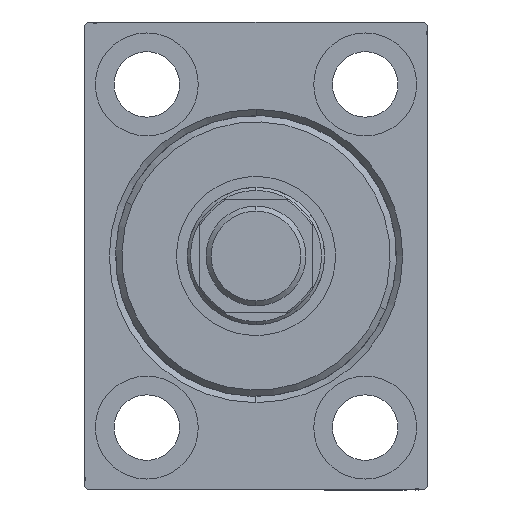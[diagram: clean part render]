
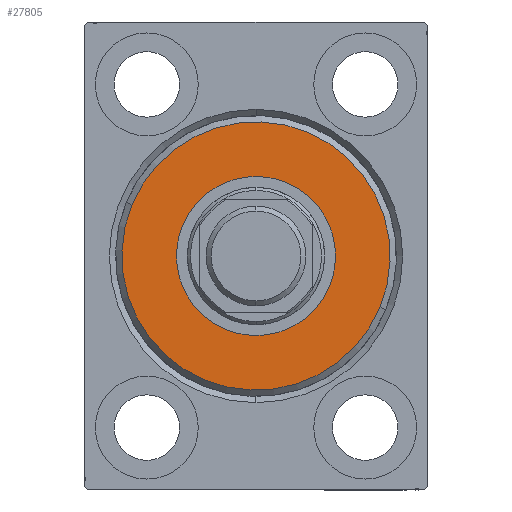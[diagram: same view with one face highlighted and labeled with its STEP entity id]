
A CAD part, left-side view. The second image highlights one B-rep face of the part: STEP entity #27805.
In plain terms, the highlighted face is planar.
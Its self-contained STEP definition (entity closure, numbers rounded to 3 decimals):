
#1324 = AXIS2_PLACEMENT_3D ( 'NONE', #33025, #4972, #15084 ) ;
#1376 = VERTEX_POINT ( 'NONE', #9656 ) ;
#3148 = CARTESIAN_POINT ( 'NONE',  ( 3., 0., 0. ) ) ;
#3538 = CIRCLE ( 'NONE', #37992, 21.5 ) ;
#3901 = ORIENTED_EDGE ( 'NONE', *, *, #41745, .T. ) ;
#4196 = DIRECTION ( 'NONE',  ( 0., 0., -1. ) ) ;
#4859 = CARTESIAN_POINT ( 'NONE',  ( 3., 0., 0. ) ) ;
#4972 = DIRECTION ( 'NONE',  ( 1., 0., 0. ) ) ;
#5294 = ORIENTED_EDGE ( 'NONE', *, *, #6867, .T. ) ;
#6867 = EDGE_CURVE ( 'NONE', #38599, #22362, #37678, .T. ) ;
#7228 = CARTESIAN_POINT ( 'NONE',  ( 3., 0., -21.5 ) ) ;
#9656 = CARTESIAN_POINT ( 'NONE',  ( 3., 0., 21.5 ) ) ;
#11605 = FACE_BOUND ( 'NONE', #44051, .T. ) ;
#13562 = CARTESIAN_POINT ( 'NONE',  ( 3., 0., 0. ) ) ;
#14088 = DIRECTION ( 'NONE',  ( 1., 0., 0. ) ) ;
#14216 = DIRECTION ( 'NONE',  ( -1., 0., 0. ) ) ;
#14370 = DIRECTION ( 'NONE',  ( 1., 0., 0. ) ) ;
#14971 = PLANE ( 'NONE',  #37027 ) ;
#15084 = DIRECTION ( 'NONE',  ( 0., 0., -1. ) ) ;
#16065 = AXIS2_PLACEMENT_3D ( 'NONE', #13562, #14216, #21175 ) ;
#17622 = EDGE_CURVE ( 'NONE', #22362, #38599, #37605, .T. ) ;
#18562 = FACE_OUTER_BOUND ( 'NONE', #33734, .T. ) ;
#18946 = CARTESIAN_POINT ( 'NONE',  ( 3., 0., 0. ) ) ;
#20673 = DIRECTION ( 'NONE',  ( 0., 0., -1. ) ) ;
#21175 = DIRECTION ( 'NONE',  ( 0., 0., -1. ) ) ;
#22362 = VERTEX_POINT ( 'NONE', #44451 ) ;
#22601 = AXIS2_PLACEMENT_3D ( 'NONE', #18946, #25048, #25479 ) ;
#25048 = DIRECTION ( 'NONE',  ( -1., 0., 0. ) ) ;
#25479 = DIRECTION ( 'NONE',  ( 0., 0., -1. ) ) ;
#27143 = VERTEX_POINT ( 'NONE', #7228 ) ;
#27805 = ADVANCED_FACE ( 'NONE', ( #18562, #11605 ), #14971, .T. ) ;
#32514 = ORIENTED_EDGE ( 'NONE', *, *, #17622, .T. ) ;
#32862 = CIRCLE ( 'NONE', #1324, 21.5 ) ;
#33025 = CARTESIAN_POINT ( 'NONE',  ( 3., 0., 0. ) ) ;
#33734 = EDGE_LOOP ( 'NONE', ( #38677, #3901 ) ) ;
#37027 = AXIS2_PLACEMENT_3D ( 'NONE', #4859, #14088, #4196 ) ;
#37350 = CARTESIAN_POINT ( 'NONE',  ( 3., 0., -12.75 ) ) ;
#37605 = CIRCLE ( 'NONE', #16065, 12.75 ) ;
#37678 = CIRCLE ( 'NONE', #22601, 12.75 ) ;
#37992 = AXIS2_PLACEMENT_3D ( 'NONE', #3148, #14370, #20673 ) ;
#38599 = VERTEX_POINT ( 'NONE', #37350 ) ;
#38677 = ORIENTED_EDGE ( 'NONE', *, *, #39629, .T. ) ;
#39629 = EDGE_CURVE ( 'NONE', #1376, #27143, #32862, .T. ) ;
#41745 = EDGE_CURVE ( 'NONE', #27143, #1376, #3538, .T. ) ;
#44051 = EDGE_LOOP ( 'NONE', ( #32514, #5294 ) ) ;
#44451 = CARTESIAN_POINT ( 'NONE',  ( 3., 0., 12.75 ) ) ;
